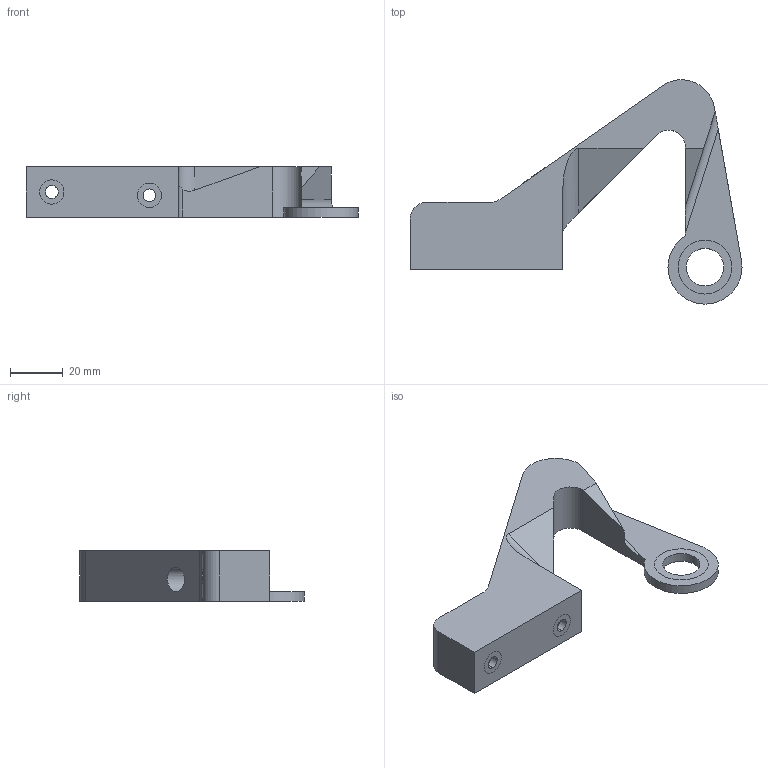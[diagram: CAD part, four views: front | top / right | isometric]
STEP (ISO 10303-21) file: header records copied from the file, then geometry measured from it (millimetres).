
FILE_DESCRIPTION (( 'STEP AP214' ), '1' );
FILE_NAME ('211019_arbitrary4_half.STEP', '2021-10-19T05:00:39', ( '' ), ( '' ), 'SwSTEP 2.0', 'SolidWorks 2018', '' );
FILE_SCHEMA (( 'AUTOMOTIVE_DESIGN' ));
Length unit declared in the file: millimetre
Products named in the file (1): 211019_arbitrary4_half
Bounding box: 125.34 x 84.65 x 19.05 mm (x, y, z)
Volume: 54896.3 mm3; surface area: 17239.6 mm2
Topology: 4 solids, 4 shells, 48 faces, 123 edges, 82 vertices
Faces by surface type: cylinder 28, plane 20
Entity records: 1874 total; most frequent: CARTESIAN_POINT 292, DIRECTION 263, ORIENTED_EDGE 246, EDGE_CURVE 123, AXIS2_PLACEMENT_3D 99, VERTEX_POINT 82, LINE 65, VECTOR 65
